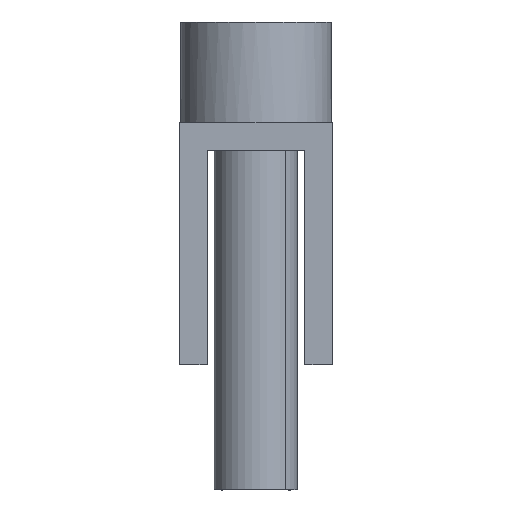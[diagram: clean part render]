
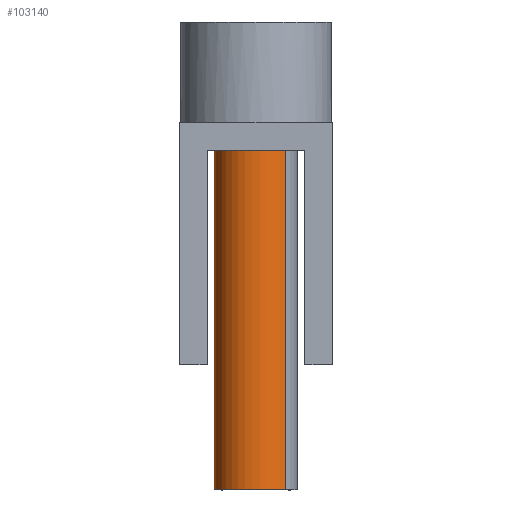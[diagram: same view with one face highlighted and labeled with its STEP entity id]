
A CAD part, left-side view. The second image highlights one B-rep face of the part: STEP entity #103140.
In plain terms, the highlighted cylindrical face has radius 1.5 mm (diameter 3 mm), a partial arc.
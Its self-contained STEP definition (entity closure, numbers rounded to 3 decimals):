
#13170=CARTESIAN_POINT('',(48.625,0.,49.75));
#13180=DIRECTION('',(0.,1.,0.));
#13190=DIRECTION('',(0.707,0.,
0.707));
#13200=AXIS2_PLACEMENT_3D('',#13170,#13180,#13190);
#13210=CIRCLE('',#13200,1.5);
#13220=CARTESIAN_POINT('',(49.686,0.,
50.811));
#13230=VERTEX_POINT('',#13220);
#13240=CARTESIAN_POINT('',(47.564,0.,
48.689));
#13250=VERTEX_POINT('',#13240);
#13260=EDGE_CURVE('',#13230,#13250,#13210,.T.);
#15840=CARTESIAN_POINT('',(47.564,5.6,48.689));
#15850=DIRECTION('',(0.,1.,0.));
#15860=VECTOR('',#15850,1.);
#15870=LINE('',#15840,#15860);
#15880=CARTESIAN_POINT('',(47.564,12.2,
48.689));
#15890=VERTEX_POINT('',#15880);
#15900=EDGE_CURVE('',#13250,#15890,#15870,.T.);
#15920=CARTESIAN_POINT('',(48.625,12.2,49.75));
#15930=DIRECTION('',(0.,1.,0.));
#15940=DIRECTION('',(0.707,0.,
0.707));
#15950=AXIS2_PLACEMENT_3D('',#15920,#15930,#15940);
#15960=CIRCLE('',#15950,1.5);
#15970=CARTESIAN_POINT('',(49.686,12.2,
50.811));
#15980=VERTEX_POINT('',#15970);
#16010=CARTESIAN_POINT('',(49.686,5.6,50.811));
#16020=DIRECTION('',(0.,1.,0.));
#16030=VECTOR('',#16020,1.);
#16040=LINE('',#16010,#16030);
#16050=EDGE_CURVE('',#13230,#15980,#16040,.T.);
#16230=EDGE_CURVE('',#15980,#15890,#15960,.T.);
#103030=CARTESIAN_POINT('',(48.625,5.6,49.75));
#103040=DIRECTION('',(0.,1.,0.));
#103050=DIRECTION('',(0.707,0.,
0.707));
#103060=AXIS2_PLACEMENT_3D('',#103030,#103040,#103050);
#103070=CYLINDRICAL_SURFACE('',#103060,1.5);
#103080=ORIENTED_EDGE('',*,*,#16230,.F.);
#103090=ORIENTED_EDGE('',*,*,#15900,.T.);
#103100=ORIENTED_EDGE('',*,*,#13260,.T.);
#103110=ORIENTED_EDGE('',*,*,#16050,.F.);
#103120=EDGE_LOOP('',(#103110,#103100,#103090,#103080));
#103130=FACE_OUTER_BOUND('',#103120,.T.);
#103140=ADVANCED_FACE('',(#103130),#103070,.T.);
